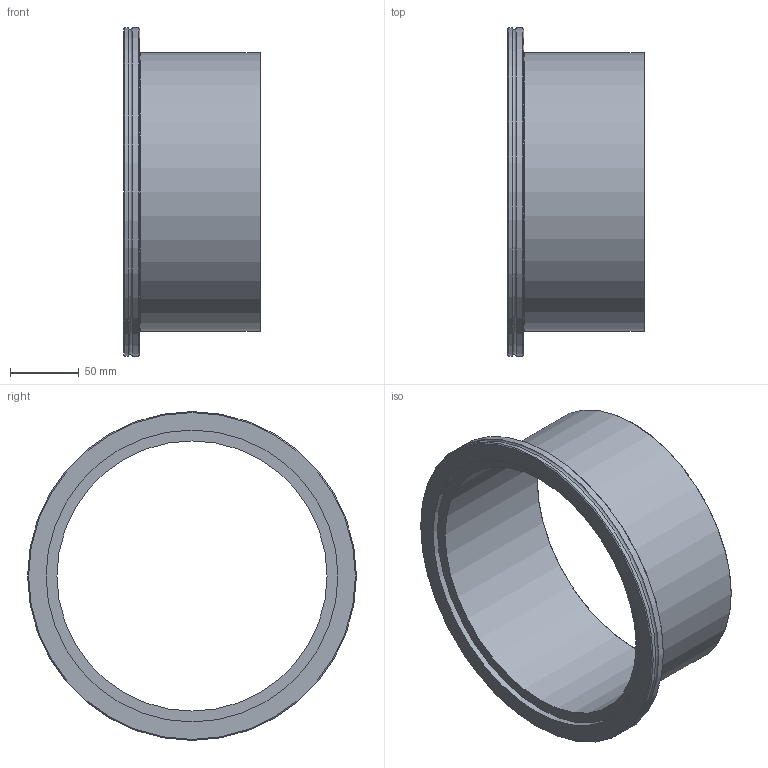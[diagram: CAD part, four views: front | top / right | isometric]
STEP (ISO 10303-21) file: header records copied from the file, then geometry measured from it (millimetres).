
FILE_DESCRIPTION(/* description */ (''),/* implementation_level */ '2;1');
FILE_NAME(/* name */ 'FL-HN200LF.stp',/* time_stamp */ '2018-07-25T15:49:12+01:00',/* author */ ('paul'),/* organization */ (''),/* preprocessor_version */ 'ST-DEVELOPER v17',/* originating_system */ 'Autodesk Inventor 2019',/* authorisation */ '');
FILE_SCHEMA (('AUTOMOTIVE_DESIGN { 1 0 10303 214 3 1 1 }'));
Length unit declared in the file: millimetre
Products named in the file (1): FL-HN200LF
Bounding box: 100 x 240 x 240 mm (x, y, z)
Volume: 307620.2 mm3; surface area: 159915.5 mm2
Topology: 1 solids, 1 shells, 19 faces, 54 edges, 41 vertices
Faces by surface type: cylinder 7, plane 6, torus 4, cone 2
Full cylindrical faces by diameter (mm): 197.2 x1, 203.2 x1, 213 x1, 213.9 x1, 226.6 x1, 240 x2
Entity records: 716 total; most frequent: DIRECTION 139, CARTESIAN_POINT 115, ORIENTED_EDGE 108, AXIS2_PLACEMENT_3D 65, EDGE_CURVE 54, CIRCLE 45, VERTEX_POINT 41, EDGE_LOOP 25
